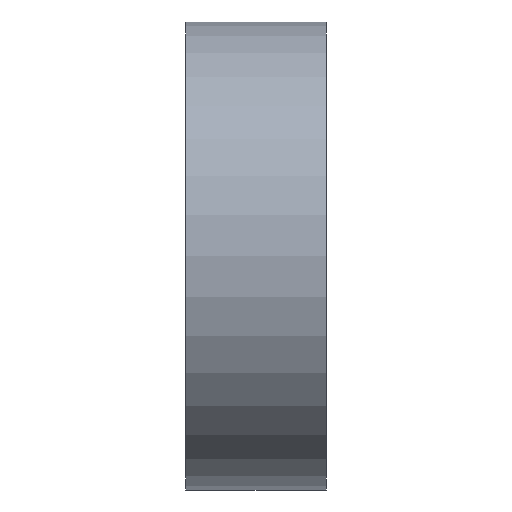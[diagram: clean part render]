
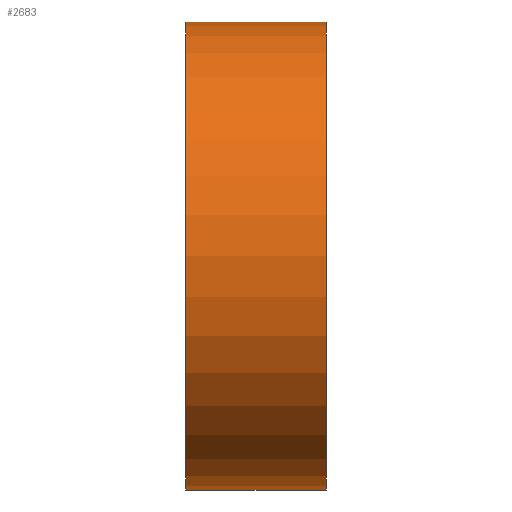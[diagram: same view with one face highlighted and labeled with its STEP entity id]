
A CAD part, front view. The second image highlights one B-rep face of the part: STEP entity #2683.
In plain terms, the highlighted cylindrical face has radius 50 mm (diameter 100 mm), a partial arc.
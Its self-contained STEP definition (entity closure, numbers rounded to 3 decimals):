
#161 = AXIS2_PLACEMENT_3D ( 'NONE', #5428, #1022, #1053 ) ;
#381 = ORIENTED_EDGE ( 'NONE', *, *, #1463, .T. ) ;
#386 = DIRECTION ( 'NONE',  ( 1., 0., 0. ) ) ;
#424 = VERTEX_POINT ( 'NONE', #3339 ) ;
#437 = VERTEX_POINT ( 'NONE', #4382 ) ;
#741 = AXIS2_PLACEMENT_3D ( 'NONE', #851, #386, #5696 ) ;
#851 = CARTESIAN_POINT ( 'NONE',  ( -15., 0., 0. ) ) ;
#916 = VECTOR ( 'NONE', #3171, 1000. ) ;
#941 = CIRCLE ( 'NONE', #741, 50. ) ;
#1022 = DIRECTION ( 'NONE',  ( 1., 0., 0. ) ) ;
#1025 = EDGE_CURVE ( 'NONE', #2351, #437, #941, .T. ) ;
#1053 = DIRECTION ( 'NONE',  ( 0., 0., -1. ) ) ;
#1305 = EDGE_CURVE ( 'NONE', #2351, #424, #5467, .T. ) ;
#1463 = EDGE_CURVE ( 'NONE', #437, #1704, #5371, .T. ) ;
#1502 = CARTESIAN_POINT ( 'NONE',  ( 0., 0., -50. ) ) ;
#1704 = VERTEX_POINT ( 'NONE', #6128 ) ;
#1957 = CYLINDRICAL_SURFACE ( 'NONE', #3669, 50. ) ;
#2072 = ORIENTED_EDGE ( 'NONE', *, *, #1305, .F. ) ;
#2341 = FACE_OUTER_BOUND ( 'NONE', #2684, .T. ) ;
#2346 = ORIENTED_EDGE ( 'NONE', *, *, #6313, .F. ) ;
#2351 = VERTEX_POINT ( 'NONE', #3302 ) ;
#2683 = ADVANCED_FACE ( 'NONE', ( #2341 ), #1957, .T. ) ;
#2684 = EDGE_LOOP ( 'NONE', ( #2072, #5419, #381, #2346 ) ) ;
#3171 = DIRECTION ( 'NONE',  ( 1., 0., 0. ) ) ;
#3302 = CARTESIAN_POINT ( 'NONE',  ( -15., 0., 50. ) ) ;
#3339 = CARTESIAN_POINT ( 'NONE',  ( 15., 0., 50. ) ) ;
#3402 = DIRECTION ( 'NONE',  ( 0., 0., -1. ) ) ;
#3669 = AXIS2_PLACEMENT_3D ( 'NONE', #3867, #5851, #3402 ) ;
#3867 = CARTESIAN_POINT ( 'NONE',  ( 0., 0., 0. ) ) ;
#4382 = CARTESIAN_POINT ( 'NONE',  ( -15., 0., -50. ) ) ;
#4559 = VECTOR ( 'NONE', #5342, 1000. ) ;
#4901 = CARTESIAN_POINT ( 'NONE',  ( 0., 0., 50. ) ) ;
#5342 = DIRECTION ( 'NONE',  ( 1., 0., 0. ) ) ;
#5368 = CIRCLE ( 'NONE', #161, 50. ) ;
#5371 = LINE ( 'NONE', #1502, #4559 ) ;
#5419 = ORIENTED_EDGE ( 'NONE', *, *, #1025, .T. ) ;
#5428 = CARTESIAN_POINT ( 'NONE',  ( 15., 0., 0. ) ) ;
#5467 = LINE ( 'NONE', #4901, #916 ) ;
#5696 = DIRECTION ( 'NONE',  ( 0., 0., -1. ) ) ;
#5851 = DIRECTION ( 'NONE',  ( 1., 0., 0. ) ) ;
#6128 = CARTESIAN_POINT ( 'NONE',  ( 15., 0., -50. ) ) ;
#6313 = EDGE_CURVE ( 'NONE', #424, #1704, #5368, .T. ) ;
